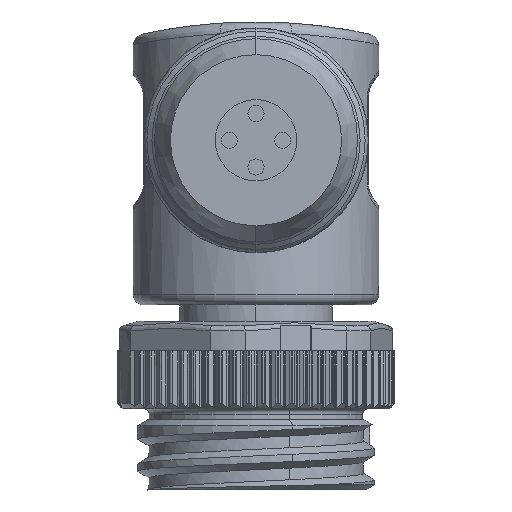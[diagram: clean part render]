
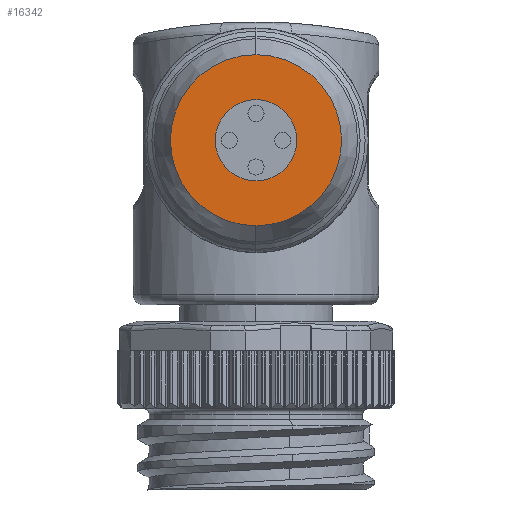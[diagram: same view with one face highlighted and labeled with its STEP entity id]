
A CAD part, left-side view. The second image highlights one B-rep face of the part: STEP entity #16342.
In plain terms, the highlighted planar face has unit normal (-1, 0, 0).
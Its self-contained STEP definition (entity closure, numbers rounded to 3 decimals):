
#3 = EDGE_CURVE ( 'NONE', #13907, #6449, #7263, .T. ) ;
#1323 = DIRECTION ( 'NONE',  ( 0., 0., 1. ) ) ;
#1445 = CARTESIAN_POINT ( 'NONE',  ( -41.5, 0., 31.5 ) ) ;
#2666 = DIRECTION ( 'NONE',  ( -1., 0., 0. ) ) ;
#2851 = DIRECTION ( 'NONE',  ( 0., 0., 1. ) ) ;
#2898 = DIRECTION ( 'NONE',  ( 0., 0., 1. ) ) ;
#2987 = ORIENTED_EDGE ( 'NONE', *, *, #21042, .F. ) ;
#3248 = DIRECTION ( 'NONE',  ( 0., 0., 1. ) ) ;
#3277 = VERTEX_POINT ( 'NONE', #16080 ) ;
#3467 = CARTESIAN_POINT ( 'NONE',  ( -41.5, 0., 31.5 ) ) ;
#3667 = AXIS2_PLACEMENT_3D ( 'NONE', #3467, #8318, #3248 ) ;
#3767 = EDGE_CURVE ( 'NONE', #3277, #19578, #12095, .T. ) ;
#3990 = DIRECTION ( 'NONE',  ( -1., 0., 0. ) ) ;
#4465 = CARTESIAN_POINT ( 'NONE',  ( -41.5, 0., 31.5 ) ) ;
#5164 = AXIS2_PLACEMENT_3D ( 'NONE', #11871, #21800, #2851 ) ;
#6449 = VERTEX_POINT ( 'NONE', #20710 ) ;
#6940 = ORIENTED_EDGE ( 'NONE', *, *, #3767, .F. ) ;
#7146 = AXIS2_PLACEMENT_3D ( 'NONE', #10418, #3990, #14026 ) ;
#7261 = CIRCLE ( 'NONE', #19141, 3.8 ) ;
#7263 = CIRCLE ( 'NONE', #3667, 8. ) ;
#7745 = FACE_OUTER_BOUND ( 'NONE', #16626, .T. ) ;
#8318 = DIRECTION ( 'NONE',  ( -1., 0., 0. ) ) ;
#8577 = CIRCLE ( 'NONE', #7146, 8. ) ;
#9214 = ORIENTED_EDGE ( 'NONE', *, *, #12106, .T. ) ;
#9848 = CARTESIAN_POINT ( 'NONE',  ( -41.5, 0., 35.3 ) ) ;
#10418 = CARTESIAN_POINT ( 'NONE',  ( -41.5, 0., 31.5 ) ) ;
#11460 = FACE_BOUND ( 'NONE', #17820, .T. ) ;
#11871 = CARTESIAN_POINT ( 'NONE',  ( -41.5, 0., 31.5 ) ) ;
#12095 = CIRCLE ( 'NONE', #5164, 3.8 ) ;
#12106 = EDGE_CURVE ( 'NONE', #6449, #13907, #8577, .T. ) ;
#12944 = CARTESIAN_POINT ( 'NONE',  ( -41.5, 0., 39.5 ) ) ;
#13266 = PLANE ( 'NONE',  #15033 ) ;
#13907 = VERTEX_POINT ( 'NONE', #12944 ) ;
#14026 = DIRECTION ( 'NONE',  ( 0., 0., 1. ) ) ;
#15033 = AXIS2_PLACEMENT_3D ( 'NONE', #4465, #2666, #2898 ) ;
#16080 = CARTESIAN_POINT ( 'NONE',  ( -41.5, 0., 27.7 ) ) ;
#16342 = ADVANCED_FACE ( 'NONE', ( #7745, #11460 ), #13266, .T. ) ;
#16626 = EDGE_LOOP ( 'NONE', ( #21902, #9214 ) ) ;
#17820 = EDGE_LOOP ( 'NONE', ( #6940, #2987 ) ) ;
#18474 = DIRECTION ( 'NONE',  ( -1., 0., 0. ) ) ;
#19141 = AXIS2_PLACEMENT_3D ( 'NONE', #1445, #18474, #1323 ) ;
#19578 = VERTEX_POINT ( 'NONE', #9848 ) ;
#20710 = CARTESIAN_POINT ( 'NONE',  ( -41.5, 0., 23.5 ) ) ;
#21042 = EDGE_CURVE ( 'NONE', #19578, #3277, #7261, .T. ) ;
#21800 = DIRECTION ( 'NONE',  ( -1., 0., 0. ) ) ;
#21902 = ORIENTED_EDGE ( 'NONE', *, *, #3, .T. ) ;
